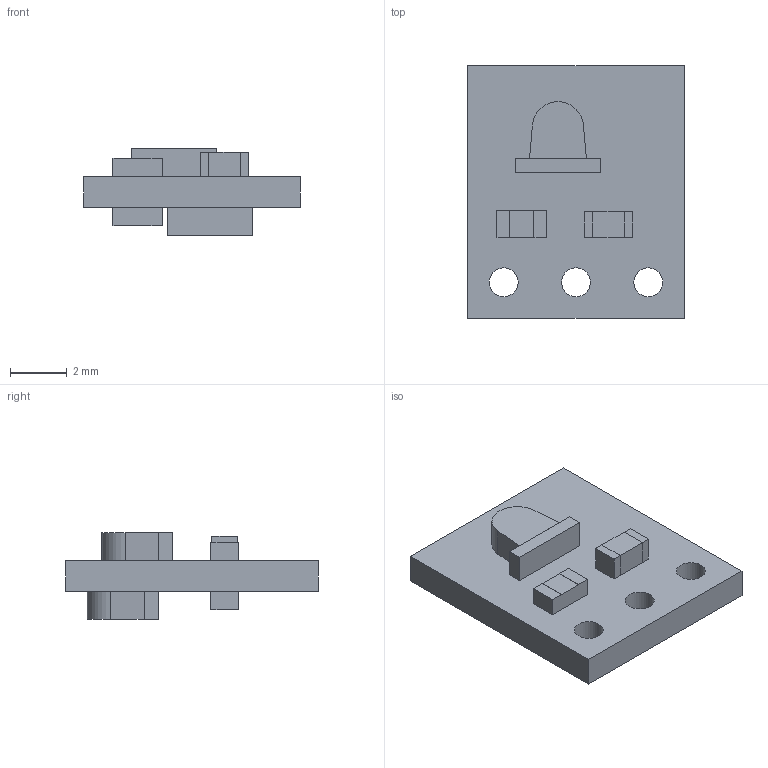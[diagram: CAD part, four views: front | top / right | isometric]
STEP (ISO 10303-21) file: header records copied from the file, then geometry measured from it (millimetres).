
FILE_DESCRIPTION (( 'STEP AP214' ), '1' );
FILE_NAME ('qtr-l-1rc-reflectance-sensor-new.step', '2017-06-19T19:21:40', ( '' ), ( '' ), 'SwSTEP 2.0', 'SolidWorks 2016', '' );
FILE_SCHEMA (( 'AUTOMOTIVE_DESIGN' ));
Length unit declared in the file: millimetre
Products named in the file (1): qtr-l-1rc-reflectance-sensor-new
Bounding box: 7.62 x 8.89 x 3.06 mm (x, y, z)
Volume: 82.4 mm3; surface area: 207.4 mm2
Topology: 1 solids, 1 shells, 408 faces, 1087 edges, 724 vertices
Faces by surface type: plane 238, bspline 165, cylinder 5
Full cylindrical faces by diameter (mm): 1.016 x3
Entity records: 22716 total; most frequent: CARTESIAN_POINT 9156, ORIENTED_EDGE 2168, DIRECTION 1246, EDGE_CURVE 1084, LINE 738, VECTOR 738, VERTEX_POINT 724, EDGE_LOOP 460
